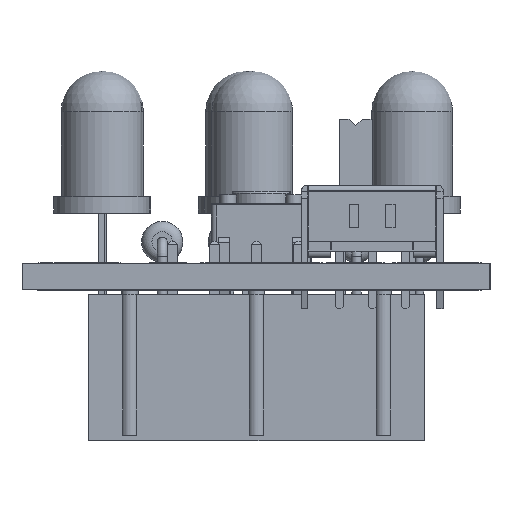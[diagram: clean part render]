
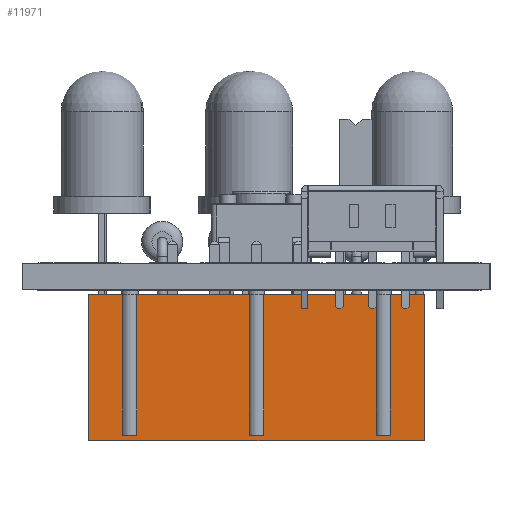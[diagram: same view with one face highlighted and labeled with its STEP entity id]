
A CAD part, left-side view. The second image highlights one B-rep face of the part: STEP entity #11971.
In plain terms, the highlighted face is planar.
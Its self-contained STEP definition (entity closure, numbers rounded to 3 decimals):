
#11133 = EDGE_CURVE('',#11134,#11136,#11138,.T.);
#11134 = VERTEX_POINT('',#11135);
#11135 = CARTESIAN_POINT('',(5.695,5.1,0.25));
#11136 = VERTEX_POINT('',#11137);
#11137 = CARTESIAN_POINT('',(5.695,5.1,9.1));
#11138 = LINE('',#11139,#11140);
#11139 = CARTESIAN_POINT('',(5.695,5.1,0.25));
#11140 = VECTOR('',#11141,1.);
#11141 = DIRECTION('',(0.,0.,1.));
#11198 = VERTEX_POINT('',#11199);
#11199 = CARTESIAN_POINT('',(5.695,-15.26,9.1));
#11205 = EDGE_CURVE('',#11198,#11136,#11206,.T.);
#11206 = LINE('',#11207,#11208);
#11207 = CARTESIAN_POINT('',(5.695,-15.26,9.1));
#11208 = VECTOR('',#11209,1.);
#11209 = DIRECTION('',(0.,1.,0.));
#11406 = VERTEX_POINT('',#11407);
#11407 = CARTESIAN_POINT('',(5.695,-15.26,0.25));
#11413 = EDGE_CURVE('',#11406,#11198,#11414,.T.);
#11414 = LINE('',#11415,#11416);
#11415 = CARTESIAN_POINT('',(5.695,-15.26,0.25));
#11416 = VECTOR('',#11417,1.);
#11417 = DIRECTION('',(0.,0.,1.));
#11453 = EDGE_CURVE('',#11454,#11134,#11456,.T.);
#11454 = VERTEX_POINT('',#11455);
#11455 = CARTESIAN_POINT('',(5.695,3.033,0.25));
#11456 = LINE('',#11457,#11458);
#11457 = CARTESIAN_POINT('',(5.695,-15.26,0.25));
#11458 = VECTOR('',#11459,1.);
#11459 = DIRECTION('',(0.,1.,0.));
#11471 = VERTEX_POINT('',#11472);
#11472 = CARTESIAN_POINT('',(5.695,2.167,0.25));
#11479 = EDGE_CURVE('',#11480,#11471,#11482,.T.);
#11480 = VERTEX_POINT('',#11481);
#11481 = CARTESIAN_POINT('',(5.695,-4.647,0.25));
#11482 = LINE('',#11483,#11484);
#11483 = CARTESIAN_POINT('',(5.695,-15.26,0.25));
#11484 = VECTOR('',#11485,1.);
#11485 = DIRECTION('',(0.,1.,0.));
#11497 = VERTEX_POINT('',#11498);
#11498 = CARTESIAN_POINT('',(5.695,-5.513,0.25));
#11505 = EDGE_CURVE('',#11506,#11497,#11508,.T.);
#11506 = VERTEX_POINT('',#11507);
#11507 = CARTESIAN_POINT('',(5.695,-12.327,0.25));
#11508 = LINE('',#11509,#11510);
#11509 = CARTESIAN_POINT('',(5.695,-15.26,0.25));
#11510 = VECTOR('',#11511,1.);
#11511 = DIRECTION('',(0.,1.,0.));
#11523 = VERTEX_POINT('',#11524);
#11524 = CARTESIAN_POINT('',(5.695,-13.193,0.25));
#11531 = EDGE_CURVE('',#11406,#11523,#11532,.T.);
#11532 = LINE('',#11533,#11534);
#11533 = CARTESIAN_POINT('',(5.695,-15.26,0.25));
#11534 = VECTOR('',#11535,1.);
#11535 = DIRECTION('',(0.,1.,0.));
#11971 = ADVANCED_FACE('',(#11972),#12047,.T.);
#11972 = FACE_BOUND('',#11973,.T.);
#11973 = EDGE_LOOP('',(#11974,#11975,#11976,#11984,#11992,#11998,#11999,
    #12007,#12015,#12021,#12022,#12030,#12038,#12044,#12045,#12046));
#11974 = ORIENTED_EDGE('',*,*,#11413,.F.);
#11975 = ORIENTED_EDGE('',*,*,#11531,.T.);
#11976 = ORIENTED_EDGE('',*,*,#11977,.F.);
#11977 = EDGE_CURVE('',#11978,#11523,#11980,.T.);
#11978 = VERTEX_POINT('',#11979);
#11979 = CARTESIAN_POINT('',(5.695,-13.193,8.75));
#11980 = LINE('',#11981,#11982);
#11981 = CARTESIAN_POINT('',(5.695,-13.193,0.25));
#11982 = VECTOR('',#11983,1.);
#11983 = DIRECTION('',(-0.,-0.,-1.));
#11984 = ORIENTED_EDGE('',*,*,#11985,.F.);
#11985 = EDGE_CURVE('',#11986,#11978,#11988,.T.);
#11986 = VERTEX_POINT('',#11987);
#11987 = CARTESIAN_POINT('',(5.695,-12.327,8.75));
#11988 = LINE('',#11989,#11990);
#11989 = CARTESIAN_POINT('',(5.695,-8.92,8.75));
#11990 = VECTOR('',#11991,1.);
#11991 = DIRECTION('',(0.,-1.,0.));
#11992 = ORIENTED_EDGE('',*,*,#11993,.T.);
#11993 = EDGE_CURVE('',#11986,#11506,#11994,.T.);
#11994 = LINE('',#11995,#11996);
#11995 = CARTESIAN_POINT('',(5.695,-12.327,0.25));
#11996 = VECTOR('',#11997,1.);
#11997 = DIRECTION('',(-0.,-0.,-1.));
#11998 = ORIENTED_EDGE('',*,*,#11505,.T.);
#11999 = ORIENTED_EDGE('',*,*,#12000,.F.);
#12000 = EDGE_CURVE('',#12001,#11497,#12003,.T.);
#12001 = VERTEX_POINT('',#12002);
#12002 = CARTESIAN_POINT('',(5.695,-5.513,8.75));
#12003 = LINE('',#12004,#12005);
#12004 = CARTESIAN_POINT('',(5.695,-5.513,0.25));
#12005 = VECTOR('',#12006,1.);
#12006 = DIRECTION('',(-0.,-0.,-1.));
#12007 = ORIENTED_EDGE('',*,*,#12008,.F.);
#12008 = EDGE_CURVE('',#12009,#12001,#12011,.T.);
#12009 = VERTEX_POINT('',#12010);
#12010 = CARTESIAN_POINT('',(5.695,-4.647,8.75));
#12011 = LINE('',#12012,#12013);
#12012 = CARTESIAN_POINT('',(5.695,-5.08,8.75));
#12013 = VECTOR('',#12014,1.);
#12014 = DIRECTION('',(0.,-1.,0.));
#12015 = ORIENTED_EDGE('',*,*,#12016,.T.);
#12016 = EDGE_CURVE('',#12009,#11480,#12017,.T.);
#12017 = LINE('',#12018,#12019);
#12018 = CARTESIAN_POINT('',(5.695,-4.647,0.25));
#12019 = VECTOR('',#12020,1.);
#12020 = DIRECTION('',(-0.,-0.,-1.));
#12021 = ORIENTED_EDGE('',*,*,#11479,.T.);
#12022 = ORIENTED_EDGE('',*,*,#12023,.F.);
#12023 = EDGE_CURVE('',#12024,#11471,#12026,.T.);
#12024 = VERTEX_POINT('',#12025);
#12025 = CARTESIAN_POINT('',(5.695,2.167,8.75));
#12026 = LINE('',#12027,#12028);
#12027 = CARTESIAN_POINT('',(5.695,2.167,0.25));
#12028 = VECTOR('',#12029,1.);
#12029 = DIRECTION('',(-0.,-0.,-1.));
#12030 = ORIENTED_EDGE('',*,*,#12031,.F.);
#12031 = EDGE_CURVE('',#12032,#12024,#12034,.T.);
#12032 = VERTEX_POINT('',#12033);
#12033 = CARTESIAN_POINT('',(5.695,3.033,8.75));
#12034 = LINE('',#12035,#12036);
#12035 = CARTESIAN_POINT('',(5.695,-1.24,8.75));
#12036 = VECTOR('',#12037,1.);
#12037 = DIRECTION('',(0.,-1.,0.));
#12038 = ORIENTED_EDGE('',*,*,#12039,.T.);
#12039 = EDGE_CURVE('',#12032,#11454,#12040,.T.);
#12040 = LINE('',#12041,#12042);
#12041 = CARTESIAN_POINT('',(5.695,3.033,0.25));
#12042 = VECTOR('',#12043,1.);
#12043 = DIRECTION('',(-0.,-0.,-1.));
#12044 = ORIENTED_EDGE('',*,*,#11453,.T.);
#12045 = ORIENTED_EDGE('',*,*,#11133,.T.);
#12046 = ORIENTED_EDGE('',*,*,#11205,.F.);
#12047 = PLANE('',#12048);
#12048 = AXIS2_PLACEMENT_3D('',#12049,#12050,#12051);
#12049 = CARTESIAN_POINT('',(5.695,-5.08,4.675));
#12050 = DIRECTION('',(1.,0.,0.));
#12051 = DIRECTION('',(0.,0.,1.));
